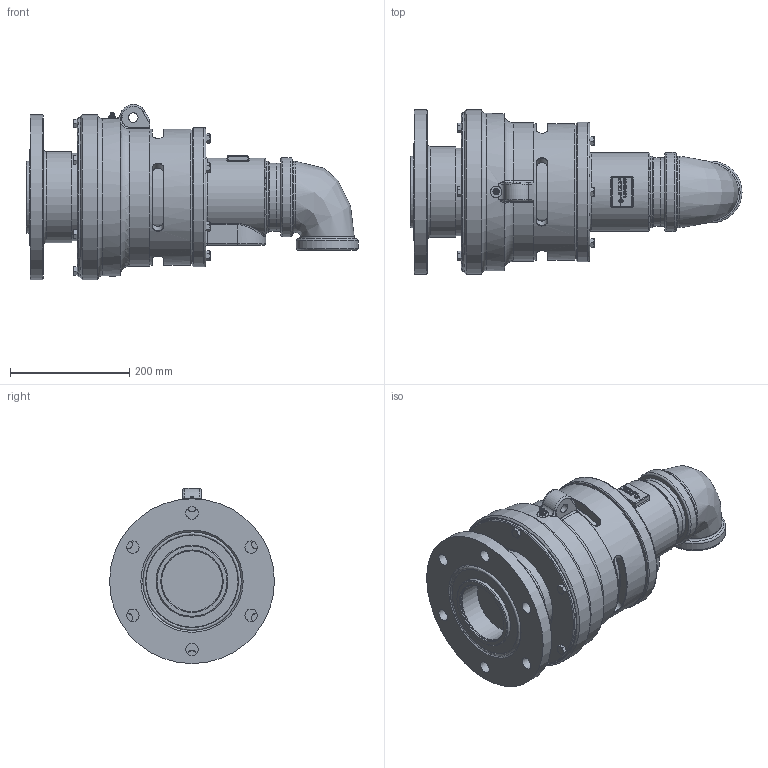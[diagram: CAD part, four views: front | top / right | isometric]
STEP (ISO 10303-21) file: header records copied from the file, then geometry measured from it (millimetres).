
FILE_DESCRIPTION(/* description */ (''),/* implementation_level */ '2;1');
FILE_NAME(/* name */ '6400-040-330-IC.stp',/* time_stamp */ '2020-05-20T15:39:34-05:00',/* author */ ('dyurkovich'),/* organization */ (''),/* preprocessor_version */ 'ST-DEVELOPER v18',/* originating_system */ 'Autodesk Inventor 2020',/* authorisation */ '');
FILE_SCHEMA (('AUTOMOTIVE_DESIGN { 1 0 10303 214 3 1 1 }'));
Length unit declared in the file: millimetre
Products named in the file (1): 6400-040-330-IC
Bounding box: 556.35 x 276.2 x 293.57 mm (x, y, z)
Volume: 14871786.3 mm3; surface area: 651274 mm2
Topology: 2 solids, 11 shells, 940 faces, 2326 edges, 1463 vertices
Faces by surface type: plane 484, bspline 179, cylinder 118, cone 99, torus 53, sphere 7
Full cylindrical faces by diameter (mm): 4.978 x2, 7.798 x6, 9.855 x6, 10.004 x1, 11.1 x6, 15.9 x1, 19 x8, 20.6 x6, 101.6 x1, 103 x1, 103.5 x1, 114.3 x1, 119.8 x1, 120.62 x1, 132.5 x1, 146.6 x1, 152.4 x1, 165.1 x1, 182.12 x1, 190.5 x1, 219.995 x1, 228 x1, 233.4 x1, 263.5 x1, 266.4 x1, 267 x1, 276.2 x2
Entity records: 33846 total; most frequent: CARTESIAN_POINT 11933, ORIENTED_EDGE 4616, DIRECTION 4053, EDGE_CURVE 2308, AXIS2_PLACEMENT_3D 1495, VERTEX_POINT 1463, LINE 1063, VECTOR 1063
